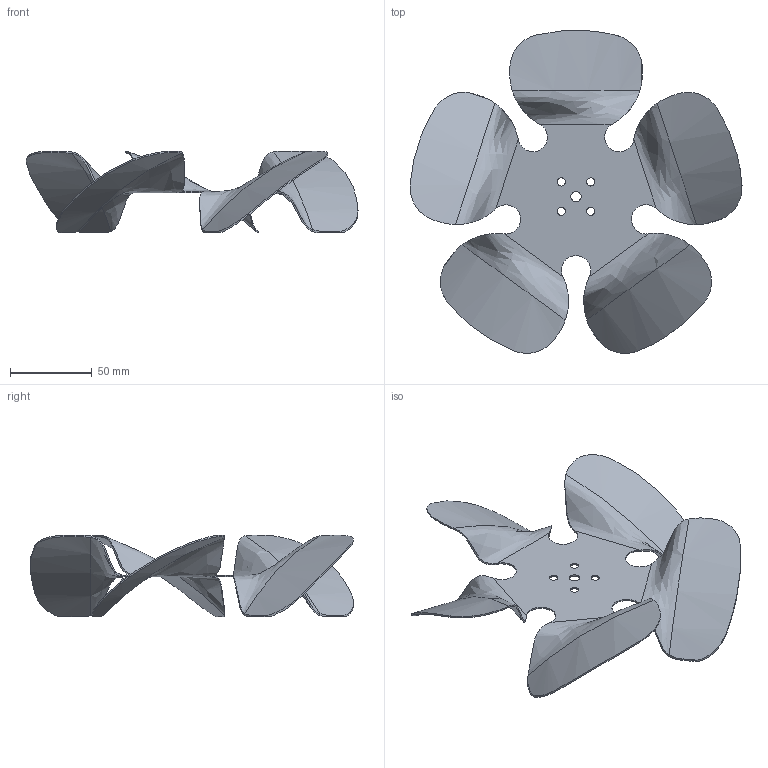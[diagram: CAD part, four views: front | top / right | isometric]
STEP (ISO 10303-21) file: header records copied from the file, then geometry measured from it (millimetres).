
FILE_DESCRIPTION (( 'STEP AP203' ), '1' );
FILE_NAME ('119-3306.STEP', '2024-12-03T15:05:39', ( '' ), ( '' ), 'SwSTEP 2.0', 'SolidWorks 2022', '' );
FILE_SCHEMA (( 'CONFIG_CONTROL_DESIGN' ));
Length unit declared in the file: millimetre
Products named in the file (1): 119-3306
Bounding box: 202.75 x 197.15 x 49.99 mm (x, y, z)
Volume: 27217.9 mm3; surface area: 61786.7 mm2
Topology: 1 solids, 1 shells, 92 faces, 280 edges, 190 vertices
Faces by surface type: cylinder 60, plane 22, bspline 10
Entity records: 10996 total; most frequent: CARTESIAN_POINT 8578, ORIENTED_EDGE 560, DIRECTION 396, EDGE_CURVE 280, VERTEX_POINT 190, AXIS2_PLACEMENT_3D 153, B_SPLINE_CURVE_WITH_KNOTS 120, EDGE_LOOP 102
